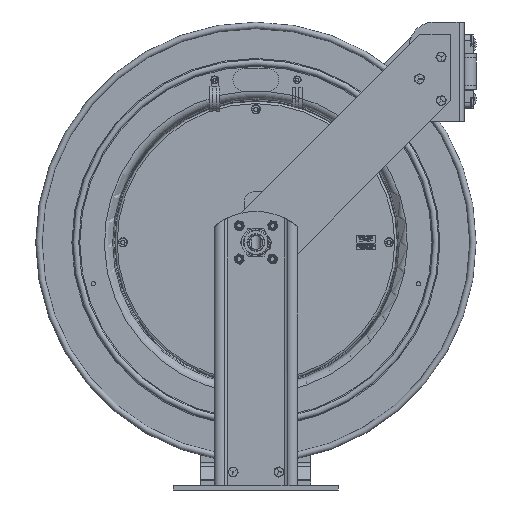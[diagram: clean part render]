
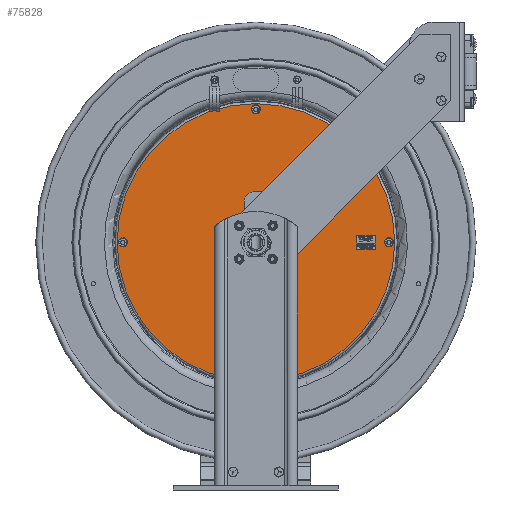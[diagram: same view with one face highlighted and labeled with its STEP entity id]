
A CAD part, front view. The second image highlights one B-rep face of the part: STEP entity #75828.
In plain terms, the highlighted planar face has unit normal (0, -1, 0).
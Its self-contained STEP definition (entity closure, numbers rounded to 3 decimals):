
#4236=FACE_BOUND('',#10718,.T.);
#4237=FACE_BOUND('',#10719,.T.);
#4238=FACE_BOUND('',#10720,.T.);
#4239=FACE_BOUND('',#10721,.T.);
#4240=FACE_BOUND('',#10722,.T.);
#5263=PLANE('',#80624);
#7565=FACE_OUTER_BOUND('',#10717,.T.);
#10717=EDGE_LOOP('',(#60573,#60574));
#10718=EDGE_LOOP('',(#60575));
#10719=EDGE_LOOP('',(#60576));
#10720=EDGE_LOOP('',(#60577));
#10721=EDGE_LOOP('',(#60578));
#10722=EDGE_LOOP('',(#60579));
#14146=CIRCLE('',#80625,7.565);
#14147=CIRCLE('',#80626,7.565);
#14148=CIRCLE('',#80627,0.655);
#14149=CIRCLE('',#80628,0.141);
#14150=CIRCLE('',#80629,0.141);
#14151=CIRCLE('',#80630,0.141);
#14152=CIRCLE('',#80631,0.141);
#33583=VERTEX_POINT('',#120378);
#33584=VERTEX_POINT('',#120379);
#33585=VERTEX_POINT('',#120382);
#33586=VERTEX_POINT('',#120384);
#33587=VERTEX_POINT('',#120386);
#33588=VERTEX_POINT('',#120388);
#33589=VERTEX_POINT('',#120390);
#44878=EDGE_CURVE('',#33583,#33584,#14146,.T.);
#44879=EDGE_CURVE('',#33584,#33583,#14147,.T.);
#44880=EDGE_CURVE('',#33585,#33585,#14148,.T.);
#44881=EDGE_CURVE('',#33586,#33586,#14149,.T.);
#44882=EDGE_CURVE('',#33587,#33587,#14150,.T.);
#44883=EDGE_CURVE('',#33588,#33588,#14151,.T.);
#44884=EDGE_CURVE('',#33589,#33589,#14152,.T.);
#60573=ORIENTED_EDGE('',*,*,#44878,.F.);
#60574=ORIENTED_EDGE('',*,*,#44879,.F.);
#60575=ORIENTED_EDGE('',*,*,#44880,.T.);
#60576=ORIENTED_EDGE('',*,*,#44881,.T.);
#60577=ORIENTED_EDGE('',*,*,#44882,.T.);
#60578=ORIENTED_EDGE('',*,*,#44883,.T.);
#60579=ORIENTED_EDGE('',*,*,#44884,.T.);
#75828=ADVANCED_FACE('',(#7565,#4236,#4237,#4238,#4239,#4240),#5263,.T.);
#80624=AXIS2_PLACEMENT_3D('',#120377,#91562,#91563);
#80625=AXIS2_PLACEMENT_3D('',#120380,#91564,#91565);
#80626=AXIS2_PLACEMENT_3D('',#120381,#91566,#91567);
#80627=AXIS2_PLACEMENT_3D('',#120383,#91568,#91569);
#80628=AXIS2_PLACEMENT_3D('',#120385,#91570,#91571);
#80629=AXIS2_PLACEMENT_3D('',#120387,#91572,#91573);
#80630=AXIS2_PLACEMENT_3D('',#120389,#91574,#91575);
#80631=AXIS2_PLACEMENT_3D('',#120391,#91576,#91577);
#91562=DIRECTION('center_axis',(0.,-1.,0.));
#91563=DIRECTION('ref_axis',(0.,0.,
1.));
#91564=DIRECTION('center_axis',(0.,1.,0.));
#91565=DIRECTION('ref_axis',(-1.,0.,0.));
#91566=DIRECTION('center_axis',(0.,1.,0.));
#91567=DIRECTION('ref_axis',(-1.,0.,0.));
#91568=DIRECTION('center_axis',(0.,1.,0.));
#91569=DIRECTION('ref_axis',(1.,0.,0.));
#91570=DIRECTION('center_axis',(0.,1.,0.));
#91571=DIRECTION('ref_axis',(-1.,0.,0.));
#91572=DIRECTION('center_axis',(0.,1.,0.));
#91573=DIRECTION('ref_axis',(-1.,0.,0.));
#91574=DIRECTION('center_axis',(0.,1.,0.));
#91575=DIRECTION('ref_axis',(-1.,0.,0.));
#91576=DIRECTION('center_axis',(0.,1.,0.));
#91577=DIRECTION('ref_axis',(-1.,0.,0.));
#120377=CARTESIAN_POINT('Origin',(67.138,39.256,-87.587));
#120378=CARTESIAN_POINT('',(63.356,39.256,-87.587));
#120379=CARTESIAN_POINT('',(70.92,39.256,-80.022));
#120380=CARTESIAN_POINT('Origin',(70.92,39.256,-87.587));
#120381=CARTESIAN_POINT('Origin',(70.92,39.256,-87.587));
#120382=CARTESIAN_POINT('',(70.265,39.256,-87.587));
#120383=CARTESIAN_POINT('Origin',(70.92,39.256,-87.587));
#120384=CARTESIAN_POINT('',(70.78,39.256,-80.337));
#120385=CARTESIAN_POINT('Origin',(70.92,39.256,-80.337));
#120386=CARTESIAN_POINT('',(70.78,39.256,-94.837));
#120387=CARTESIAN_POINT('Origin',(70.92,39.256,-94.837));
#120388=CARTESIAN_POINT('',(78.03,39.256,-87.587));
#120389=CARTESIAN_POINT('Origin',(78.17,39.256,-87.587));
#120390=CARTESIAN_POINT('',(63.53,39.256,-87.587));
#120391=CARTESIAN_POINT('Origin',(63.67,39.256,-87.587));
